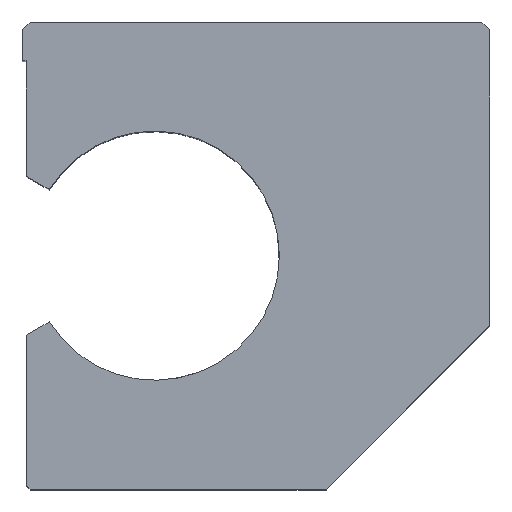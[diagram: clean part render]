
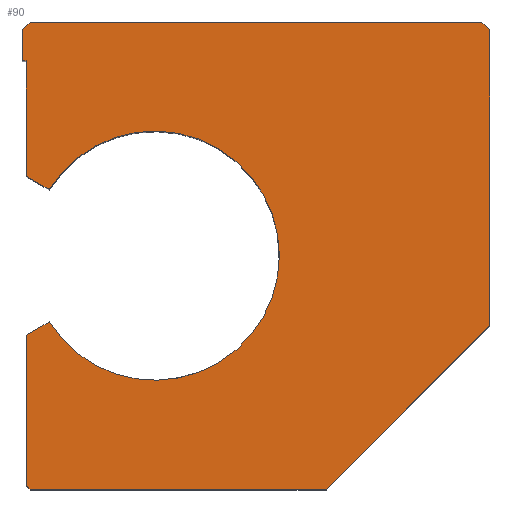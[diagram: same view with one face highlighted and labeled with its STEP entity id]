
A CAD part, top view. The second image highlights one B-rep face of the part: STEP entity #90.
In plain terms, the highlighted planar face has unit normal (0, 0, 1).
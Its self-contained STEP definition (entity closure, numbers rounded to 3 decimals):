
#90 = ADVANCED_FACE( '', ( #203 ), #204, .T. );
#203 = FACE_OUTER_BOUND( '', #344, .T. );
#204 = PLANE( '', #345 );
#344 = EDGE_LOOP( '', ( #544, #545, #546, #547, #548, #549, #550, #551, #552, #553, #554, #555, #556, #557 ) );
#345 = AXIS2_PLACEMENT_3D( '', #558, #559, #560 );
#544 = ORIENTED_EDGE( '', *, *, #749, .T. );
#545 = ORIENTED_EDGE( '', *, *, #758, .T. );
#546 = ORIENTED_EDGE( '', *, *, #726, .T. );
#547 = ORIENTED_EDGE( '', *, *, #722, .T. );
#548 = ORIENTED_EDGE( '', *, *, #769, .T. );
#549 = ORIENTED_EDGE( '', *, *, #761, .F. );
#550 = ORIENTED_EDGE( '', *, *, #745, .T. );
#551 = ORIENTED_EDGE( '', *, *, #770, .T. );
#552 = ORIENTED_EDGE( '', *, *, #771, .T. );
#553 = ORIENTED_EDGE( '', *, *, #772, .T. );
#554 = ORIENTED_EDGE( '', *, *, #773, .T. );
#555 = ORIENTED_EDGE( '', *, *, #774, .T. );
#556 = ORIENTED_EDGE( '', *, *, #717, .T. );
#557 = ORIENTED_EDGE( '', *, *, #775, .T. );
#558 = CARTESIAN_POINT( '', ( -13., 30., 54. ) );
#559 = DIRECTION( '', ( 0., 0., 1. ) );
#560 = DIRECTION( '', ( 1., 0., 0. ) );
#717 = EDGE_CURVE( '', #830, #828, #831, .T. );
#722 = EDGE_CURVE( '', #839, #837, #840, .T. );
#726 = EDGE_CURVE( '', #845, #839, #846, .T. );
#745 = EDGE_CURVE( '', #877, #875, #878, .T. );
#749 = EDGE_CURVE( '', #883, #881, #884, .T. );
#758 = EDGE_CURVE( '', #881, #845, #897, .T. );
#761 = EDGE_CURVE( '', #877, #901, #902, .T. );
#769 = EDGE_CURVE( '', #837, #901, #913, .T. );
#770 = EDGE_CURVE( '', #875, #914, #915, .T. );
#771 = EDGE_CURVE( '', #914, #916, #917, .T. );
#772 = EDGE_CURVE( '', #916, #918, #919, .T. );
#773 = EDGE_CURVE( '', #918, #920, #921, .T. );
#774 = EDGE_CURVE( '', #920, #830, #922, .T. );
#775 = EDGE_CURVE( '', #828, #883, #923, .T. );
#828 = VERTEX_POINT( '', #1042 );
#830 = VERTEX_POINT( '', #1045 );
#831 = LINE( '', #1046, #1047 );
#837 = VERTEX_POINT( '', #1055 );
#839 = VERTEX_POINT( '', #1058 );
#840 = LINE( '', #1059, #1060 );
#845 = VERTEX_POINT( '', #1067 );
#846 = LINE( '', #1068, #1069 );
#875 = VERTEX_POINT( '', #1109 );
#877 = VERTEX_POINT( '', #1112 );
#878 = LINE( '', #1113, #1114 );
#881 = VERTEX_POINT( '', #1118 );
#883 = VERTEX_POINT( '', #1121 );
#884 = LINE( '', #1122, #1123 );
#897 = LINE( '', #1137, #1138 );
#901 = VERTEX_POINT( '', #1181 );
#902 = CIRCLE( '', #1182, 16. );
#913 = LINE( '', #1194, #1195 );
#914 = VERTEX_POINT( '', #1196 );
#915 = LINE( '', #1197, #1198 );
#916 = VERTEX_POINT( '', #1199 );
#917 = LINE( '', #1200, #1201 );
#918 = VERTEX_POINT( '', #1202 );
#919 = LINE( '', #1203, #1204 );
#920 = VERTEX_POINT( '', #1205 );
#921 = LINE( '', #1206, #1207 );
#922 = LINE( '', #1208, #1209 );
#923 = LINE( '', #1210, #1211 );
#1042 = CARTESIAN_POINT( '', ( 29., 60., 54. ) );
#1045 = CARTESIAN_POINT( '', ( 30., 59., 54. ) );
#1046 = CARTESIAN_POINT( '', ( 30., 59., 54. ) );
#1047 = VECTOR( '', #1279, 1000. );
#1055 = CARTESIAN_POINT( '', ( -29.5, 40.2, 54. ) );
#1058 = CARTESIAN_POINT( '', ( -29.5, 55., 54. ) );
#1059 = CARTESIAN_POINT( '', ( -29.5, 55., 54. ) );
#1060 = VECTOR( '', #1283, 1000. );
#1067 = CARTESIAN_POINT( '', ( -30., 55., 54. ) );
#1068 = CARTESIAN_POINT( '', ( -30., 55., 54. ) );
#1069 = VECTOR( '', #1286, 1000. );
#1109 = CARTESIAN_POINT( '', ( -29.5, 19.8, 54. ) );
#1112 = CARTESIAN_POINT( '', ( -26.555, 21.5, 54. ) );
#1113 = CARTESIAN_POINT( '', ( -26.555, 21.5, 54. ) );
#1114 = VECTOR( '', #1308, 1000. );
#1118 = CARTESIAN_POINT( '', ( -30., 59., 54. ) );
#1121 = CARTESIAN_POINT( '', ( -29., 60., 54. ) );
#1122 = CARTESIAN_POINT( '', ( -29., 60., 54. ) );
#1123 = VECTOR( '', #1311, 1000. );
#1137 = CARTESIAN_POINT( '', ( -30., 59., 54. ) );
#1138 = VECTOR( '', #1325, 1000. );
#1181 = CARTESIAN_POINT( '', ( -26.555, 38.5, 54. ) );
#1182 = AXIS2_PLACEMENT_3D( '', #1326, #1327, #1328 );
#1194 = CARTESIAN_POINT( '', ( -29.5, 40.2, 54. ) );
#1195 = VECTOR( '', #1339, 1000. );
#1196 = CARTESIAN_POINT( '', ( -29.5, 0.5, 54. ) );
#1197 = CARTESIAN_POINT( '', ( -29.5, 19.8, 54. ) );
#1198 = VECTOR( '', #1340, 1000. );
#1199 = CARTESIAN_POINT( '', ( -29., 0., 54. ) );
#1200 = CARTESIAN_POINT( '', ( -29.5, 0.5, 54. ) );
#1201 = VECTOR( '', #1341, 1000. );
#1202 = CARTESIAN_POINT( '', ( 9., 0., 54. ) );
#1203 = CARTESIAN_POINT( '', ( -29., 0., 54. ) );
#1204 = VECTOR( '', #1342, 1000. );
#1205 = CARTESIAN_POINT( '', ( 30., 21., 54. ) );
#1206 = CARTESIAN_POINT( '', ( 9., 0., 54. ) );
#1207 = VECTOR( '', #1343, 1000. );
#1208 = CARTESIAN_POINT( '', ( 30., 21., 54. ) );
#1209 = VECTOR( '', #1344, 1000. );
#1210 = CARTESIAN_POINT( '', ( 29., 60., 54. ) );
#1211 = VECTOR( '', #1345, 1000. );
#1279 = DIRECTION( '', ( -0.707, 0.707, 0. ) );
#1283 = DIRECTION( '', ( 0., -1., 0. ) );
#1286 = DIRECTION( '', ( 1., 0., 0. ) );
#1308 = DIRECTION( '', ( -0.866, -0.5, 0. ) );
#1311 = DIRECTION( '', ( -0.707, -0.707, 0. ) );
#1325 = DIRECTION( '', ( 0., -1., 0. ) );
#1326 = CARTESIAN_POINT( '', ( -13., 30., 54. ) );
#1327 = DIRECTION( '', ( 0., 0., 1. ) );
#1328 = DIRECTION( '', ( 1., 0., 0. ) );
#1339 = DIRECTION( '', ( 0.866, -0.5, 0. ) );
#1340 = DIRECTION( '', ( 0., -1., 0. ) );
#1341 = DIRECTION( '', ( 0.707, -0.707, 0. ) );
#1342 = DIRECTION( '', ( 1., 0., 0. ) );
#1343 = DIRECTION( '', ( 0.707, 0.707, 0. ) );
#1344 = DIRECTION( '', ( 0., 1., 0. ) );
#1345 = DIRECTION( '', ( -1., 0., 0. ) );
